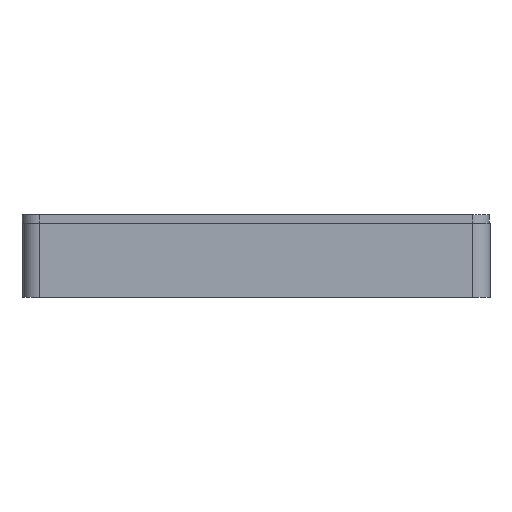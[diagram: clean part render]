
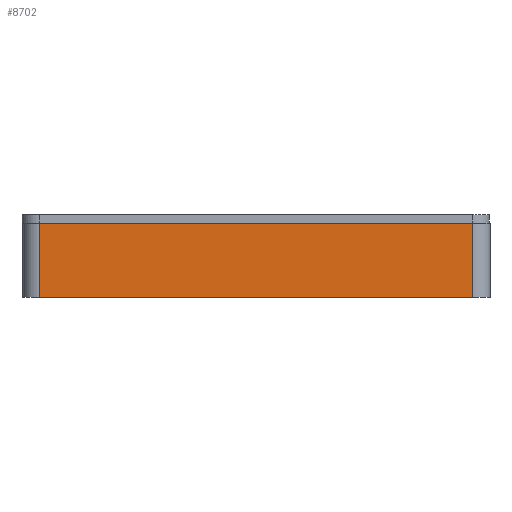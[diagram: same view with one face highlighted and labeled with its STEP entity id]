
A CAD part, front view. The second image highlights one B-rep face of the part: STEP entity #8702.
In plain terms, the highlighted planar face has unit normal (0, -1, 0).
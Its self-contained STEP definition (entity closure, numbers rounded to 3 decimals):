
#1539=FACE_OUTER_BOUND('',#2134,.T.);
#2134=EDGE_LOOP('',(#7995,#7996,#7997,#7998));
#2777=LINE('',#21463,#3426);
#2789=LINE('',#21500,#3438);
#2790=LINE('',#21504,#3439);
#2791=LINE('',#21505,#3440);
#3426=VECTOR('',#10415,10.);
#3438=VECTOR('',#10447,10.);
#3439=VECTOR('',#10452,10.);
#3440=VECTOR('',#10453,10.);
#4269=VERTEX_POINT('',#21460);
#4270=VERTEX_POINT('',#21462);
#4285=VERTEX_POINT('',#21499);
#4286=VERTEX_POINT('',#21503);
#5510=EDGE_CURVE('',#4269,#4270,#2777,.T.);
#5529=EDGE_CURVE('',#4270,#4285,#2789,.T.);
#5531=EDGE_CURVE('',#4286,#4269,#2790,.T.);
#5532=EDGE_CURVE('',#4285,#4286,#2791,.T.);
#7995=ORIENTED_EDGE('',*,*,#5529,.F.);
#7996=ORIENTED_EDGE('',*,*,#5510,.F.);
#7997=ORIENTED_EDGE('',*,*,#5531,.F.);
#7998=ORIENTED_EDGE('',*,*,#5532,.F.);
#8242=PLANE('',#9104);
#8702=ADVANCED_FACE('',(#1539),#8242,.T.);
#9104=AXIS2_PLACEMENT_3D('',#21502,#10450,#10451);
#10415=DIRECTION('',(1.,0.,0.));
#10447=DIRECTION('',(0.,0.,-1.));
#10450=DIRECTION('center_axis',(0.,-1.,0.));
#10451=DIRECTION('ref_axis',(1.,0.,0.));
#10452=DIRECTION('',(0.,0.,1.));
#10453=DIRECTION('',(-1.,0.,0.));
#21460=CARTESIAN_POINT('',(100.538,-39.463,26.));
#21462=CARTESIAN_POINT('',(176.463,-39.463,26.));
#21463=CARTESIAN_POINT('',(179.463,-39.463,26.));
#21499=CARTESIAN_POINT('',(176.463,-39.463,13.));
#21500=CARTESIAN_POINT('',(176.463,-39.463,13.));
#21502=CARTESIAN_POINT('Origin',(97.538,-39.463,13.));
#21503=CARTESIAN_POINT('',(100.538,-39.463,13.));
#21504=CARTESIAN_POINT('',(100.538,-39.463,13.));
#21505=CARTESIAN_POINT('',(179.463,-39.463,13.));
